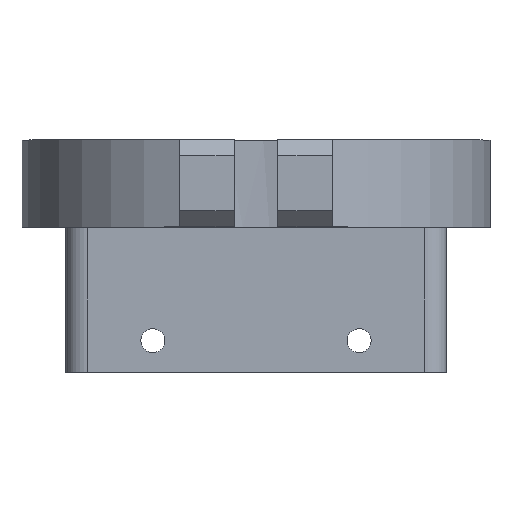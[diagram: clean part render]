
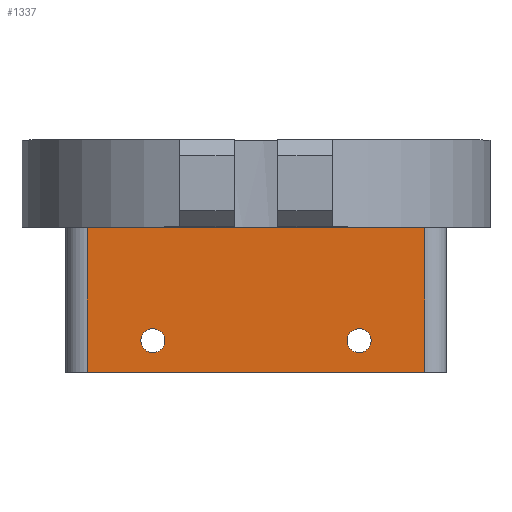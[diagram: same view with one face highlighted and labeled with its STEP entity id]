
A CAD part, top view. The second image highlights one B-rep face of the part: STEP entity #1337.
In plain terms, the highlighted planar face has unit normal (0, 0, 1).
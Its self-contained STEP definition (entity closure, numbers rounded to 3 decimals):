
#444 = VERTEX_POINT('',#445);
#445 = CARTESIAN_POINT('',(15.456,5.,16.424));
#468 = VERTEX_POINT('',#469);
#469 = CARTESIAN_POINT('',(-3.63,5.,16.424));
#470 = VERTEX_POINT('',#471);
#471 = CARTESIAN_POINT('',(3.63,5.,16.424));
#522 = EDGE_CURVE('',#523,#444,#525,.T.);
#523 = VERTEX_POINT('',#524);
#524 = CARTESIAN_POINT('',(15.456,-8.25,16.424));
#525 = LINE('',#526,#527);
#526 = CARTESIAN_POINT('',(15.456,-8.25,16.424));
#527 = VECTOR('',#528,1.);
#528 = DIRECTION('',(0.,1.,0.));
#783 = EDGE_CURVE('',#784,#786,#788,.T.);
#784 = VERTEX_POINT('',#785);
#785 = CARTESIAN_POINT('',(-15.456,-8.25,16.424));
#786 = VERTEX_POINT('',#787);
#787 = CARTESIAN_POINT('',(-15.456,5.,16.424));
#788 = LINE('',#789,#790);
#789 = CARTESIAN_POINT('',(-15.456,6.75,16.424));
#790 = VECTOR('',#791,1.);
#791 = DIRECTION('',(0.,1.,0.));
#895 = EDGE_CURVE('',#470,#444,#896,.T.);
#896 = LINE('',#897,#898);
#897 = CARTESIAN_POINT('',(-15.456,5.,16.424));
#898 = VECTOR('',#899,1.);
#899 = DIRECTION('',(1.,0.,0.));
#1301 = EDGE_CURVE('',#468,#470,#1302,.T.);
#1302 = LINE('',#1303,#1304);
#1303 = CARTESIAN_POINT('',(-15.456,5.,16.424));
#1304 = VECTOR('',#1305,1.);
#1305 = DIRECTION('',(1.,0.,0.));
#1318 = EDGE_CURVE('',#786,#468,#1319,.T.);
#1319 = LINE('',#1320,#1321);
#1320 = CARTESIAN_POINT('',(-15.456,5.,16.424));
#1321 = VECTOR('',#1322,1.);
#1322 = DIRECTION('',(1.,0.,0.));
#1337 = ADVANCED_FACE('',(#1338,#1351,#1362),#1373,.T.);
#1338 = FACE_BOUND('',#1339,.T.);
#1339 = EDGE_LOOP('',(#1340,#1346,#1347,#1348,#1349,#1350));
#1340 = ORIENTED_EDGE('',*,*,#1341,.F.);
#1341 = EDGE_CURVE('',#523,#784,#1342,.T.);
#1342 = LINE('',#1343,#1344);
#1343 = CARTESIAN_POINT('',(15.456,-8.25,16.424));
#1344 = VECTOR('',#1345,1.);
#1345 = DIRECTION('',(-1.,0.,0.));
#1346 = ORIENTED_EDGE('',*,*,#522,.T.);
#1347 = ORIENTED_EDGE('',*,*,#895,.F.);
#1348 = ORIENTED_EDGE('',*,*,#1301,.F.);
#1349 = ORIENTED_EDGE('',*,*,#1318,.F.);
#1350 = ORIENTED_EDGE('',*,*,#783,.F.);
#1351 = FACE_BOUND('',#1352,.T.);
#1352 = EDGE_LOOP('',(#1353));
#1353 = ORIENTED_EDGE('',*,*,#1354,.F.);
#1354 = EDGE_CURVE('',#1355,#1355,#1357,.T.);
#1355 = VERTEX_POINT('',#1356);
#1356 = CARTESIAN_POINT('',(10.552,-5.35,16.424));
#1357 = CIRCLE('',#1358,1.1);
#1358 = AXIS2_PLACEMENT_3D('',#1359,#1360,#1361);
#1359 = CARTESIAN_POINT('',(9.452,-5.35,16.424));
#1360 = DIRECTION('',(0.,0.,1.));
#1361 = DIRECTION('',(1.,0.,0.));
#1362 = FACE_BOUND('',#1363,.T.);
#1363 = EDGE_LOOP('',(#1364));
#1364 = ORIENTED_EDGE('',*,*,#1365,.F.);
#1365 = EDGE_CURVE('',#1366,#1366,#1368,.T.);
#1366 = VERTEX_POINT('',#1367);
#1367 = CARTESIAN_POINT('',(-8.352,-5.35,16.424));
#1368 = CIRCLE('',#1369,1.1);
#1369 = AXIS2_PLACEMENT_3D('',#1370,#1371,#1372);
#1370 = CARTESIAN_POINT('',(-9.452,-5.35,16.424));
#1371 = DIRECTION('',(0.,0.,1.));
#1372 = DIRECTION('',(1.,0.,0.));
#1373 = PLANE('',#1374);
#1374 = AXIS2_PLACEMENT_3D('',#1375,#1376,#1377);
#1375 = CARTESIAN_POINT('',(0.,-1.625,16.424)
  );
#1376 = DIRECTION('',(0.,0.,1.));
#1377 = DIRECTION('',(0.,-1.,0.));
